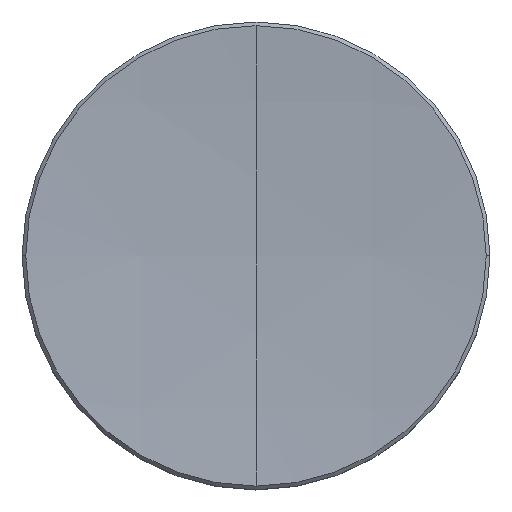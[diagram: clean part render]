
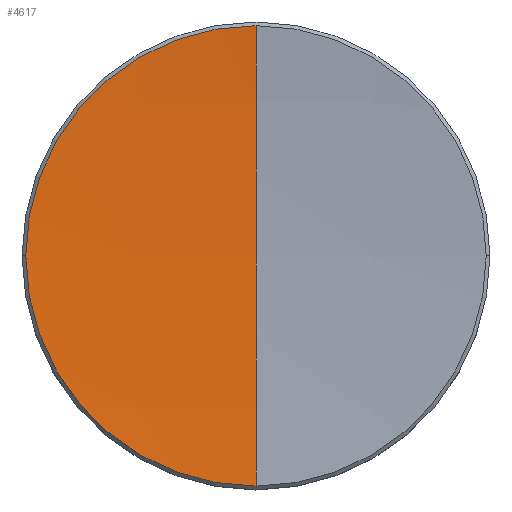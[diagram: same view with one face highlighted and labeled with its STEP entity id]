
A CAD part, top view. The second image highlights one B-rep face of the part: STEP entity #4617.
In plain terms, the highlighted spherical face has radius 150 mm.
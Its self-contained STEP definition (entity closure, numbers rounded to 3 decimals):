
#4612 = EDGE_CURVE ( 'NONE', #4615, #4616, #6723, .T. ) ;
#4615 = VERTEX_POINT ( 'NONE', #6842 ) ;
#4616 = VERTEX_POINT ( 'NONE', #6839 ) ;
#4617 = ADVANCED_FACE ( 'NONE', ( #6865 ), #6923, .F. ) ;
#4618 = VERTEX_POINT ( 'NONE', #6919 ) ;
#4620 = VERTEX_POINT ( 'NONE', #7009 ) ;
#4621 = ORIENTED_EDGE ( 'NONE', *, *, #4671, .T. ) ;
#4622 = EDGE_CURVE ( 'NONE', #4618, #4620, #6915, .T. ) ;
#4623 = ORIENTED_EDGE ( 'NONE', *, *, #4622, .F. ) ;
#4624 = EDGE_CURVE ( 'NONE', #4618, #4615, #6970, .T. ) ;
#4625 = ORIENTED_EDGE ( 'NONE', *, *, #4624, .T. ) ;
#4650 = EDGE_LOOP ( 'NONE', ( #4667, #4621, #4623, #4625 ) ) ;
#4667 = ORIENTED_EDGE ( 'NONE', *, *, #4612, .T. ) ;
#4671 = EDGE_CURVE ( 'NONE', #4616, #4620, #6940, .T. ) ;
#6720 = CARTESIAN_POINT ( 'NONE',  ( 0., 0., 3.522 ) ) ;
#6723 = CIRCLE ( 'NONE', #6840, 12.501 ) ;
#6839 = CARTESIAN_POINT ( 'NONE',  ( 0., -12.501, 3.522 ) ) ;
#6840 = AXIS2_PLACEMENT_3D ( 'NONE', #6720, #6873, #6872 ) ;
#6842 = CARTESIAN_POINT ( 'NONE',  ( -12.501, 0., 3.522 ) ) ;
#6865 = FACE_OUTER_BOUND ( 'NONE', #4650, .T. ) ;
#6872 = DIRECTION ( 'NONE',  ( 1., 0., 0. ) ) ;
#6873 = DIRECTION ( 'NONE',  ( 0., 0., 1. ) ) ;
#6914 = AXIS2_PLACEMENT_3D ( 'NONE', #6917, #6921, #6922 ) ;
#6915 = CIRCLE ( 'NONE', #6916, 150. ) ;
#6916 = AXIS2_PLACEMENT_3D ( 'NONE', #6920, #6918, #6958 ) ;
#6917 = CARTESIAN_POINT ( 'NONE',  ( 0., 0., 153. ) ) ;
#6918 = DIRECTION ( 'NONE',  ( -1., 0., 0. ) ) ;
#6919 = CARTESIAN_POINT ( 'NONE',  ( 0., 12.501, 3.522 ) ) ;
#6920 = CARTESIAN_POINT ( 'NONE',  ( 0., 0., 153. ) ) ;
#6921 = DIRECTION ( 'NONE',  ( 1., 0., 0. ) ) ;
#6922 = DIRECTION ( 'NONE',  ( 0., 1., 0. ) ) ;
#6923 = SPHERICAL_SURFACE ( 'NONE', #6914, 150. ) ;
#6935 = DIRECTION ( 'NONE',  ( 0., 1., 0. ) ) ;
#6936 = DIRECTION ( 'NONE',  ( 1., 0., 0. ) ) ;
#6940 = CIRCLE ( 'NONE', #6993, 150. ) ;
#6958 = DIRECTION ( 'NONE',  ( 0., 0., 1. ) ) ;
#6969 = AXIS2_PLACEMENT_3D ( 'NONE', #6974, #6971, #7029 ) ;
#6970 = CIRCLE ( 'NONE', #6969, 12.501 ) ;
#6971 = DIRECTION ( 'NONE',  ( 0., 0., 1. ) ) ;
#6974 = CARTESIAN_POINT ( 'NONE',  ( 0., 0., 3.522 ) ) ;
#6992 = CARTESIAN_POINT ( 'NONE',  ( 0., 0., 153. ) ) ;
#6993 = AXIS2_PLACEMENT_3D ( 'NONE', #6992, #6936, #6935 ) ;
#7009 = CARTESIAN_POINT ( 'NONE',  ( 0., 0., 3. ) ) ;
#7029 = DIRECTION ( 'NONE',  ( 1., 0., 0. ) ) ;
